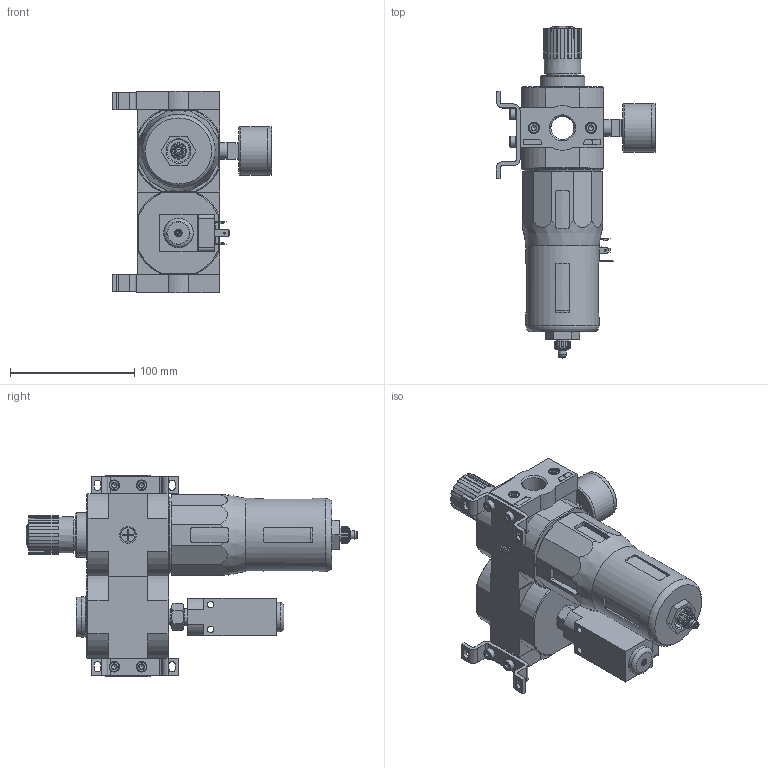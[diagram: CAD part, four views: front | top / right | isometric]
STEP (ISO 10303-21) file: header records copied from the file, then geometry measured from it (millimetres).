
FILE_DESCRIPTION(/* description */ ('STEP AP214'),/* implementation_level */ '2;1');
FILE_NAME(/* name */ '186047_LFR-1_2-D-MAXI-KE',/* time_stamp */ '2024-09-03T18:20:19+02:00',/* author */ ('License CC BY-ND 4.0'),/* organization */ ('CADENAS'),/* preprocessor_version */ 'ST-DEVELOPER v19.3',/* originating_system */ 'PARTsolutions',/* authorisation */ ' ');
FILE_SCHEMA (('AUTOMOTIVE_DESIGN {1 0 10303 214 3 1 1}'));
Length unit declared in the file: millimetre
Products named in the file (16): 186047 LFR-1/2-D-MAXI-KE; 680243 PBL-1/2-D-MAXI-L---(1) p1; DIN-912 - M5x20(F); 159593 HFOE-D-MIDI/MAXI-P1; DIN-912 - M5x10(F); 680244 PBL-1/2-D-MAXI-R---(0) p1; 124085 LFR-D-MAXI--(0); 8003639 PAGN-40-16-G14; 125696 LR/LFR-D-MAXI; 648415 LF; 724701 FRM-...-D-MAXI; 151521 ESK-1/4-1/4; 175250 PEV-1/4-B-OD; DIN-908 G3/4A; 531775 OK-3/4; 234370 FRB-D-MAXI
Assembly tree (23 placements, depth 2):
  186047 LFR-1/2-D-MAXI-KE
    680243 PBL-1/2-D-MAXI-L---(1) p1
    DIN-912 - M5x20(F)  x4
    159593 HFOE-D-MIDI/MAXI-P1  x2
    DIN-912 - M5x10(F)  x4
    680244 PBL-1/2-D-MAXI-R---(0) p1
    124085 LFR-D-MAXI--(0)
    8003639 PAGN-40-16-G14
    125696 LR/LFR-D-MAXI
    648415 LF
    724701 FRM-...-D-MAXI
    151521 ESK-1/4-1/4
    175250 PEV-1/4-B-OD
    DIN-908 G3/4A
    531775 OK-3/4
    234370 FRB-D-MAXI  x2
Bounding box: 127.95 x 267 x 162 mm (x, y, z)
Volume: 1069039.8 mm3; surface area: 165527.3 mm2
Topology: 23 solids, 24 shells, 1267 faces, 3090 edges, 1957 vertices
Faces by surface type: plane 721, cylinder 284, cone 221, torus 34, sphere 7
Full cylindrical faces by diameter (mm): 1.65 x4, 2 x1, 2.459 x1, 3 x1, 3.7 x2, 4.134 x10, 4.2 x1, 5 x11, 5.3 x6, 5.6 x2, 6 x4, 6.4 x1, 6.8 x1, 6.93 x1, 7 x2, 7.1 x1, 8.5 x8, 8.7 x1, 9 x1, 9.5 x1, 11 x1, 11.2 x1, 11.445 x4, 12.6 x1, 13.157 x2, 13.482 x2, 14.7 x1, 18 x1, 18.631 x2, 22 x1
Entity records: 35649 total; most frequent: CARTESIAN_POINT 6133, DIRECTION 5145, ORIENTED_EDGE 4818, EDGE_CURVE 2409, AXIS2_PLACEMENT_3D 1912, VERTEX_POINT 1686, FACE_BOUND 1411, EDGE_LOOP 1398
